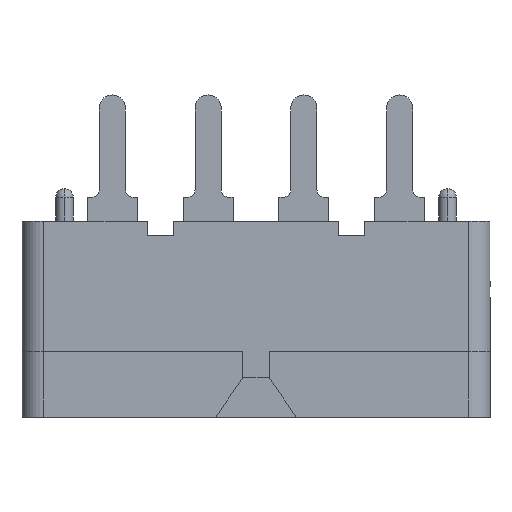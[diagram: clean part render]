
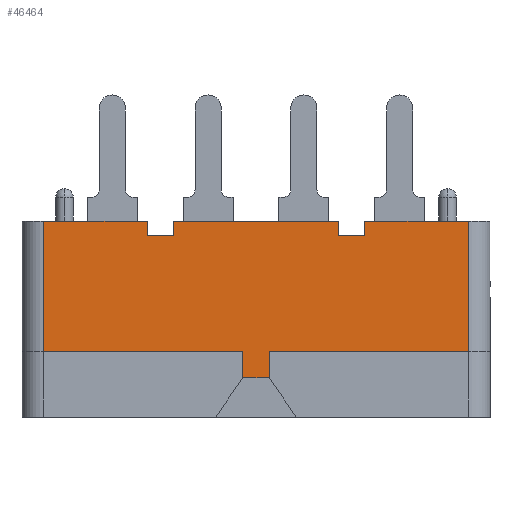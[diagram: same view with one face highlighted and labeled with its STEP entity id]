
A CAD part, front view. The second image highlights one B-rep face of the part: STEP entity #46464.
In plain terms, the highlighted planar face has unit normal (0, -1, 0).
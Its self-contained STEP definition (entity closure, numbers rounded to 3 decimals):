
#272 = CARTESIAN_POINT ( 'NONE',  ( 9.75, -12.7, 9. ) ) ;
#279 = DIRECTION ( 'NONE',  ( 1., 0., 0. ) ) ;
#1274 = CARTESIAN_POINT ( 'NONE',  ( 9.75, -12.7, 9. ) ) ;
#1278 = DIRECTION ( 'NONE',  ( 1., 0., 0. ) ) ;
#1937 = DIRECTION ( 'NONE',  ( 1., 0., 0. ) ) ;
#1964 = CARTESIAN_POINT ( 'NONE',  ( 9.75, -12.7, 9. ) ) ;
#2237 = CARTESIAN_POINT ( 'NONE',  ( 9.75, -12.7, 3. ) ) ;
#2249 = DIRECTION ( 'NONE',  ( 1., 0., 0. ) ) ;
#4804 = CARTESIAN_POINT ( 'NONE',  ( 9.75, -12.7, 3. ) ) ;
#4807 = DIRECTION ( 'NONE',  ( 1., 0., 0. ) ) ;
#6143 = LINE ( 'NONE', #4804, #6146 ) ;
#6146 = VECTOR ( 'NONE', #4807, 1000. ) ;
#6310 = LINE ( 'NONE', #6682, #6334 ) ;
#6329 = LINE ( 'NONE', #6702, #6332 ) ;
#6331 = LINE ( 'NONE', #6681, #6340 ) ;
#6332 = VECTOR ( 'NONE', #6704, 1000. ) ;
#6333 = LINE ( 'NONE', #6706, #6336 ) ;
#6334 = VECTOR ( 'NONE', #6705, 1000. ) ;
#6335 = LINE ( 'NONE', #6708, #6338 ) ;
#6336 = VECTOR ( 'NONE', #6707, 1000. ) ;
#6338 = VECTOR ( 'NONE', #6710, 1000. ) ;
#6339 = LINE ( 'NONE', #6712, #6342 ) ;
#6340 = VECTOR ( 'NONE', #6711, 1000. ) ;
#6341 = LINE ( 'NONE', #6714, #6344 ) ;
#6342 = VECTOR ( 'NONE', #6713, 1000. ) ;
#6343 = LINE ( 'NONE', #6716, #6346 ) ;
#6344 = VECTOR ( 'NONE', #6715, 1000. ) ;
#6345 = LINE ( 'NONE', #6718, #6348 ) ;
#6346 = VECTOR ( 'NONE', #6717, 1000. ) ;
#6347 = LINE ( 'NONE', #6720, #6350 ) ;
#6348 = VECTOR ( 'NONE', #6719, 1000. ) ;
#6349 = LINE ( 'NONE', #6722, #6352 ) ;
#6350 = VECTOR ( 'NONE', #6721, 1000. ) ;
#6352 = VECTOR ( 'NONE', #6723, 1000. ) ;
#6681 = CARTESIAN_POINT ( 'NONE',  ( -5., -12.7, 8.35 ) ) ;
#6682 = CARTESIAN_POINT ( 'NONE',  ( 3.8, -12.7, 8.35 ) ) ;
#6702 = CARTESIAN_POINT ( 'NONE',  ( 3.8, -12.7, 8.35 ) ) ;
#6704 = DIRECTION ( 'NONE',  ( 1., 0., 0. ) ) ;
#6705 = DIRECTION ( 'NONE',  ( 0., 0., 1. ) ) ;
#6706 = CARTESIAN_POINT ( 'NONE',  ( -3.8, -12.7, 8.35 ) ) ;
#6707 = DIRECTION ( 'NONE',  ( 0., 0., 1. ) ) ;
#6708 = CARTESIAN_POINT ( 'NONE',  ( -5., -12.7, 8.35 ) ) ;
#6710 = DIRECTION ( 'NONE',  ( 1., 0., 0. ) ) ;
#6711 = DIRECTION ( 'NONE',  ( 0., 0., 1. ) ) ;
#6712 = CARTESIAN_POINT ( 'NONE',  ( -9.75, -12.7, 9. ) ) ;
#6713 = DIRECTION ( 'NONE',  ( 0., 0., -1. ) ) ;
#6714 = CARTESIAN_POINT ( 'NONE',  ( -0.6, -12.7, 1.8 ) ) ;
#6715 = DIRECTION ( 'NONE',  ( 0., 0., 1. ) ) ;
#6716 = CARTESIAN_POINT ( 'NONE',  ( -0.6, -12.7, 1.8 ) ) ;
#6717 = DIRECTION ( 'NONE',  ( -1., 0., 0. ) ) ;
#6718 = CARTESIAN_POINT ( 'NONE',  ( 0.6, -12.7, 1.8 ) ) ;
#6719 = DIRECTION ( 'NONE',  ( 0., 0., 1. ) ) ;
#6720 = CARTESIAN_POINT ( 'NONE',  ( 9.75, -12.7, 9. ) ) ;
#6721 = DIRECTION ( 'NONE',  ( 0., 0., -1. ) ) ;
#6722 = CARTESIAN_POINT ( 'NONE',  ( 5., -12.7, 8.35 ) ) ;
#6723 = DIRECTION ( 'NONE',  ( 0., 0., 1. ) ) ;
#12183 = VERTEX_POINT ( 'NONE', #28881 ) ;
#12227 = VERTEX_POINT ( 'NONE', #29212 ) ;
#12308 = VERTEX_POINT ( 'NONE', #29120 ) ;
#12364 = VERTEX_POINT ( 'NONE', #29076 ) ;
#12391 = VERTEX_POINT ( 'NONE', #28926 ) ;
#12399 = VERTEX_POINT ( 'NONE', #28809 ) ;
#12412 = VERTEX_POINT ( 'NONE', #29202 ) ;
#12443 = VERTEX_POINT ( 'NONE', #29302 ) ;
#20523 = AXIS2_PLACEMENT_3D ( 'NONE', #22052, #22053, #22054 ) ;
#21418 = FACE_OUTER_BOUND ( 'NONE', #49845, .T. ) ;
#22033 = PLANE ( 'NONE',  #20523 ) ;
#22052 = CARTESIAN_POINT ( 'NONE',  ( 9.75, -12.7, 9. ) ) ;
#22053 = DIRECTION ( 'NONE',  ( 0., 1., 0. ) ) ;
#22054 = DIRECTION ( 'NONE',  ( 0., 0., 1. ) ) ;
#24378 = VERTEX_POINT ( 'NONE', #33923 ) ;
#28809 = CARTESIAN_POINT ( 'NONE',  ( 0.6, -12.7, 1.8 ) ) ;
#28881 = CARTESIAN_POINT ( 'NONE',  ( -0.6, -12.7, 1.8 ) ) ;
#28926 = CARTESIAN_POINT ( 'NONE',  ( 5., -12.7, 8.35 ) ) ;
#29076 = CARTESIAN_POINT ( 'NONE',  ( 3.8, -12.7, 8.35 ) ) ;
#29120 = CARTESIAN_POINT ( 'NONE',  ( 0.6, -12.7, 3. ) ) ;
#29202 = CARTESIAN_POINT ( 'NONE',  ( -3.8, -12.7, 8.35 ) ) ;
#29212 = CARTESIAN_POINT ( 'NONE',  ( -5., -12.7, 8.35 ) ) ;
#29302 = CARTESIAN_POINT ( 'NONE',  ( 9.75, -12.7, 3. ) ) ;
#33923 = CARTESIAN_POINT ( 'NONE',  ( -0.6, -12.7, 3. ) ) ;
#36665 = CARTESIAN_POINT ( 'NONE',  ( 3.8, -12.7, 9. ) ) ;
#40582 = CARTESIAN_POINT ( 'NONE',  ( -3.8, -12.7, 9. ) ) ;
#40741 = CARTESIAN_POINT ( 'NONE',  ( -9.75, -12.7, 9. ) ) ;
#40805 = CARTESIAN_POINT ( 'NONE',  ( 9.75, -12.7, 9. ) ) ;
#40892 = CARTESIAN_POINT ( 'NONE',  ( -9.75, -12.7, 3. ) ) ;
#41036 = CARTESIAN_POINT ( 'NONE',  ( -5., -12.7, 9. ) ) ;
#43691 = VERTEX_POINT ( 'NONE', #47742 ) ;
#44493 = EDGE_CURVE ( 'NONE', #43691, #56498, #55997, .T. ) ;
#44625 = EDGE_CURVE ( 'NONE', #56052, #52184, #56317, .T. ) ;
#44702 = EDGE_CURVE ( 'NONE', #56370, #56960, #56453, .T. ) ;
#44767 = EDGE_CURVE ( 'NONE', #56672, #24378, #56629, .T. ) ;
#45276 = EDGE_CURVE ( 'NONE', #12308, #12443, #6143, .T. ) ;
#45403 = EDGE_CURVE ( 'NONE', #12364, #12391, #6329, .T. ) ;
#45404 = EDGE_CURVE ( 'NONE', #12364, #52184, #6310, .T. ) ;
#45406 = EDGE_CURVE ( 'NONE', #12412, #56052, #6333, .T. ) ;
#45408 = EDGE_CURVE ( 'NONE', #12227, #12412, #6335, .T. ) ;
#45410 = EDGE_CURVE ( 'NONE', #12227, #56960, #6331, .T. ) ;
#45412 = EDGE_CURVE ( 'NONE', #56370, #56672, #6339, .T. ) ;
#45414 = EDGE_CURVE ( 'NONE', #12183, #24378, #6341, .T. ) ;
#45415 = EDGE_CURVE ( 'NONE', #12399, #12183, #6343, .T. ) ;
#45416 = EDGE_CURVE ( 'NONE', #12399, #12308, #6345, .T. ) ;
#45417 = EDGE_CURVE ( 'NONE', #56498, #12443, #6347, .T. ) ;
#45418 = EDGE_CURVE ( 'NONE', #12391, #43691, #6349, .T. ) ;
#46464 = ADVANCED_FACE ( 'NONE', ( #21418 ), #22033, .F. ) ;
#47742 = CARTESIAN_POINT ( 'NONE',  ( 5., -12.7, 9. ) ) ;
#49845 = EDGE_LOOP ( 'NONE', ( #54041, #53993, #54070, #54066, #53995, #54068, #54069, #54054, #54072, #54035, #54011, #54031, #54042, #54061, #54079, #54089 ) ) ;
#52184 = VERTEX_POINT ( 'NONE', #36665 ) ;
#53993 = ORIENTED_EDGE ( 'NONE', *, *, #45404, .T. ) ;
#53995 = ORIENTED_EDGE ( 'NONE', *, *, #45408, .F. ) ;
#54011 = ORIENTED_EDGE ( 'NONE', *, *, #45415, .F. ) ;
#54031 = ORIENTED_EDGE ( 'NONE', *, *, #45416, .T. ) ;
#54035 = ORIENTED_EDGE ( 'NONE', *, *, #45414, .F. ) ;
#54041 = ORIENTED_EDGE ( 'NONE', *, *, #45403, .F. ) ;
#54042 = ORIENTED_EDGE ( 'NONE', *, *, #45276, .T. ) ;
#54054 = ORIENTED_EDGE ( 'NONE', *, *, #45412, .T. ) ;
#54061 = ORIENTED_EDGE ( 'NONE', *, *, #45417, .F. ) ;
#54066 = ORIENTED_EDGE ( 'NONE', *, *, #45406, .F. ) ;
#54068 = ORIENTED_EDGE ( 'NONE', *, *, #45410, .T. ) ;
#54069 = ORIENTED_EDGE ( 'NONE', *, *, #44702, .F. ) ;
#54070 = ORIENTED_EDGE ( 'NONE', *, *, #44625, .F. ) ;
#54072 = ORIENTED_EDGE ( 'NONE', *, *, #44767, .T. ) ;
#54079 = ORIENTED_EDGE ( 'NONE', *, *, #44493, .F. ) ;
#54089 = ORIENTED_EDGE ( 'NONE', *, *, #45418, .F. ) ;
#55997 = LINE ( 'NONE', #272, #56013 ) ;
#56013 = VECTOR ( 'NONE', #279, 1000. ) ;
#56052 = VERTEX_POINT ( 'NONE', #40582 ) ;
#56317 = LINE ( 'NONE', #1274, #56327 ) ;
#56327 = VECTOR ( 'NONE', #1278, 1000. ) ;
#56370 = VERTEX_POINT ( 'NONE', #40741 ) ;
#56453 = LINE ( 'NONE', #1964, #56457 ) ;
#56457 = VECTOR ( 'NONE', #1937, 1000. ) ;
#56498 = VERTEX_POINT ( 'NONE', #40805 ) ;
#56629 = LINE ( 'NONE', #2237, #56647 ) ;
#56647 = VECTOR ( 'NONE', #2249, 1000. ) ;
#56672 = VERTEX_POINT ( 'NONE', #40892 ) ;
#56960 = VERTEX_POINT ( 'NONE', #41036 ) ;
